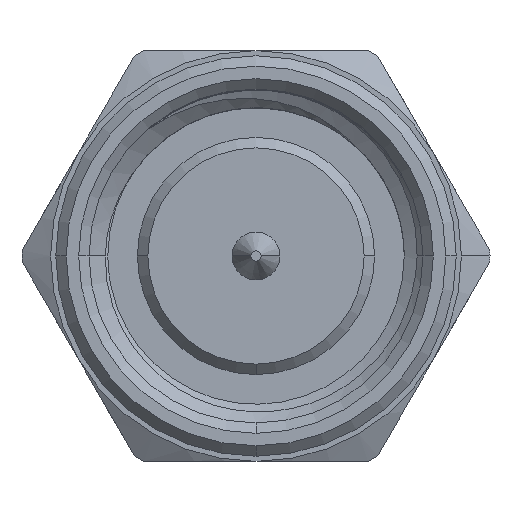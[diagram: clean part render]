
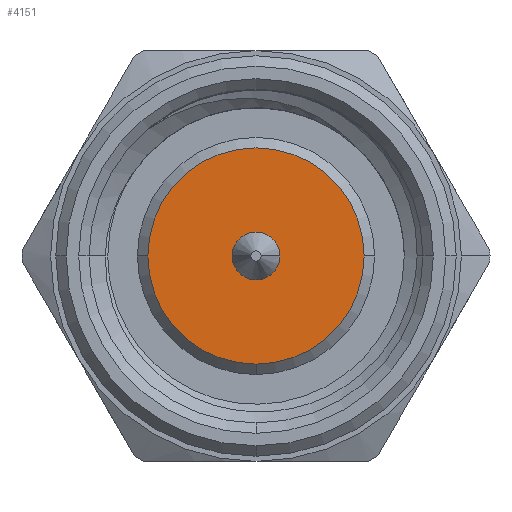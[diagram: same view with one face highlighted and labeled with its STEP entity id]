
A CAD part, left-side view. The second image highlights one B-rep face of the part: STEP entity #4151.
In plain terms, the highlighted planar face has unit normal (-1, 0, 0).
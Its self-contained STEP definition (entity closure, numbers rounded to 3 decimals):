
#21 = FACE_OUTER_BOUND ( 'NONE', #1451, .T. ) ;
#59 = DIRECTION ( 'NONE',  ( -1., 0., 0. ) ) ;
#436 = DIRECTION ( 'NONE',  ( 0., 0., 1. ) ) ;
#507 = PLANE ( 'NONE',  #3638 ) ;
#679 = CARTESIAN_POINT ( 'NONE',  ( 3.15, 0., 0. ) ) ;
#707 = CARTESIAN_POINT ( 'NONE',  ( 3.15, 0., -2.08 ) ) ;
#881 = DIRECTION ( 'NONE',  ( 0., 1., 0. ) ) ;
#1073 = EDGE_CURVE ( 'NONE', #4062, #3789, #1614, .T. ) ;
#1231 = CARTESIAN_POINT ( 'NONE',  ( 3.15, 0., 0. ) ) ;
#1328 = ORIENTED_EDGE ( 'NONE', *, *, #6281, .F. ) ;
#1451 = EDGE_LOOP ( 'NONE', ( #1328, #4139, #3819 ) ) ;
#1511 = AXIS2_PLACEMENT_3D ( 'NONE', #1231, #4789, #5687 ) ;
#1614 = CIRCLE ( 'NONE', #1511, 2.08 ) ;
#1890 = AXIS2_PLACEMENT_3D ( 'NONE', #679, #3197, #6163 ) ;
#2055 = ORIENTED_EDGE ( 'NONE', *, *, #2942, .F. ) ;
#2329 = EDGE_CURVE ( 'NONE', #3789, #4673, #2904, .T. ) ;
#2441 = CARTESIAN_POINT ( 'NONE',  ( 3.15, 2.08, 0. ) ) ;
#2786 = EDGE_CURVE ( 'NONE', #5147, #5361, #5114, .T. ) ;
#2804 = AXIS2_PLACEMENT_3D ( 'NONE', #3532, #5539, #881 ) ;
#2904 = CIRCLE ( 'NONE', #2804, 2.08 ) ;
#2942 = EDGE_CURVE ( 'NONE', #5361, #5147, #5316, .T. ) ;
#2988 = DIRECTION ( 'NONE',  ( -1., 0., 0. ) ) ;
#3197 = DIRECTION ( 'NONE',  ( 1., 0., 0. ) ) ;
#3514 = CARTESIAN_POINT ( 'NONE',  ( 3.15, 0., 0. ) ) ;
#3532 = CARTESIAN_POINT ( 'NONE',  ( 3.15, 0., 0. ) ) ;
#3638 = AXIS2_PLACEMENT_3D ( 'NONE', #4606, #59, #436 ) ;
#3789 = VERTEX_POINT ( 'NONE', #2441 ) ;
#3819 = ORIENTED_EDGE ( 'NONE', *, *, #1073, .F. ) ;
#4062 = VERTEX_POINT ( 'NONE', #707 ) ;
#4139 = ORIENTED_EDGE ( 'NONE', *, *, #2329, .F. ) ;
#4151 = ADVANCED_FACE ( 'NONE', ( #5498, #21 ), #507, .T. ) ;
#4272 = AXIS2_PLACEMENT_3D ( 'NONE', #4686, #4621, #5648 ) ;
#4606 = CARTESIAN_POINT ( 'NONE',  ( 3.15, 0., 0. ) ) ;
#4621 = DIRECTION ( 'NONE',  ( -1., 0., 0. ) ) ;
#4673 = VERTEX_POINT ( 'NONE', #6307 ) ;
#4686 = CARTESIAN_POINT ( 'NONE',  ( 3.15, 0., 0. ) ) ;
#4726 = EDGE_LOOP ( 'NONE', ( #5570, #2055 ) ) ;
#4789 = DIRECTION ( 'NONE',  ( 1., 0., 0. ) ) ;
#4930 = CARTESIAN_POINT ( 'NONE',  ( 3.15, -0.46, 0. ) ) ;
#5114 = CIRCLE ( 'NONE', #5215, 0.46 ) ;
#5147 = VERTEX_POINT ( 'NONE', #4930 ) ;
#5158 = CIRCLE ( 'NONE', #1890, 2.08 ) ;
#5215 = AXIS2_PLACEMENT_3D ( 'NONE', #3514, #2988, #5580 ) ;
#5316 = CIRCLE ( 'NONE', #4272, 0.46 ) ;
#5361 = VERTEX_POINT ( 'NONE', #5362 ) ;
#5362 = CARTESIAN_POINT ( 'NONE',  ( 3.15, 0.46, 0. ) ) ;
#5498 = FACE_BOUND ( 'NONE', #4726, .T. ) ;
#5539 = DIRECTION ( 'NONE',  ( 1., 0., 0. ) ) ;
#5570 = ORIENTED_EDGE ( 'NONE', *, *, #2786, .F. ) ;
#5580 = DIRECTION ( 'NONE',  ( 0., -1., 0. ) ) ;
#5648 = DIRECTION ( 'NONE',  ( 0., 1., 0. ) ) ;
#5687 = DIRECTION ( 'NONE',  ( 0., -1., 0. ) ) ;
#6163 = DIRECTION ( 'NONE',  ( 0., -1., 0. ) ) ;
#6281 = EDGE_CURVE ( 'NONE', #4673, #4062, #5158, .T. ) ;
#6307 = CARTESIAN_POINT ( 'NONE',  ( 3.15, -2.08, 0. ) ) ;
